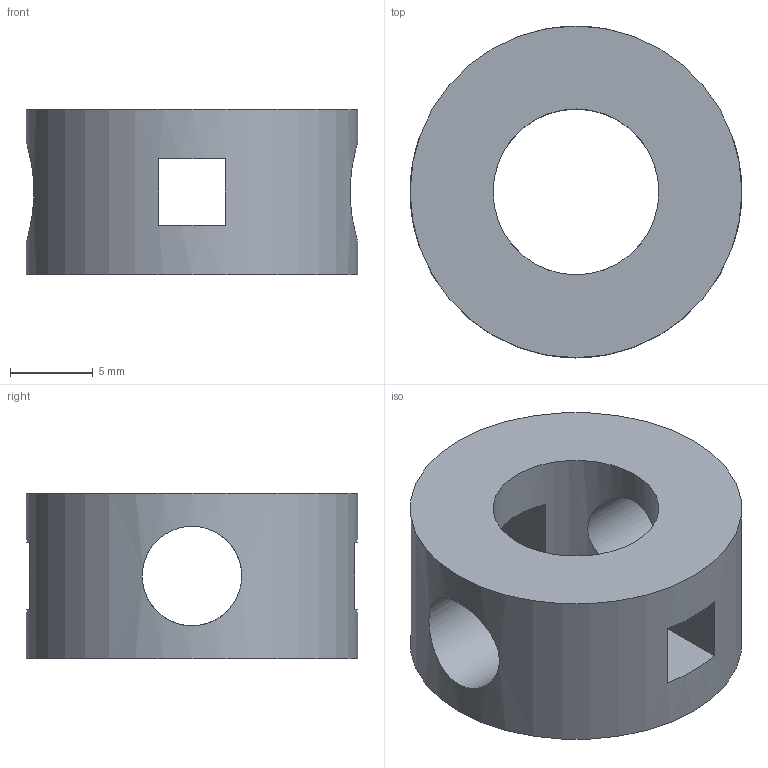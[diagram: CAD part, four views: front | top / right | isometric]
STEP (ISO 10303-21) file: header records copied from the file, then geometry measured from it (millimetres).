
FILE_DESCRIPTION(('FreeCAD Model'),'2;1');
FILE_NAME('Open CASCADE Shape Model','2022-04-14T17:59:20',('Author'),( ''),'Open CASCADE STEP processor 7.4','FreeCAD','Unknown');
FILE_SCHEMA(('AUTOMOTIVE_DESIGN { 1 0 10303 214 1 1 1 1 }'));
Length unit declared in the file: millimetre
Products named in the file (1): Pocket002
Bounding box: 20 x 20 x 10 mm (x, y, z)
Volume: 1904.3 mm3; surface area: 1594.6 mm2
Topology: 1 solids, 1 shells, 14 faces, 42 edges, 28 vertices
Faces by surface type: plane 10, cylinder 4
Full cylindrical faces by diameter (mm): 6 x2, 10 x1, 20 x1
Entity records: 2424 total; most frequent: CARTESIAN_POINT 1619, DIRECTION 124, ORIENTED_EDGE 84, PCURVE 84, DEFINITIONAL_REPRESENTATION 84, LINE 62, VECTOR 62, EDGE_CURVE 42
